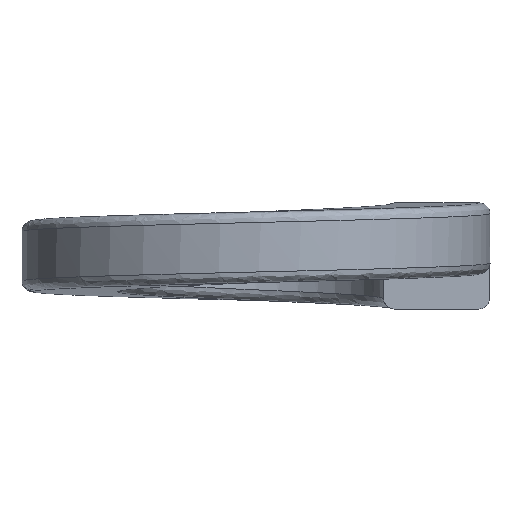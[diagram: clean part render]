
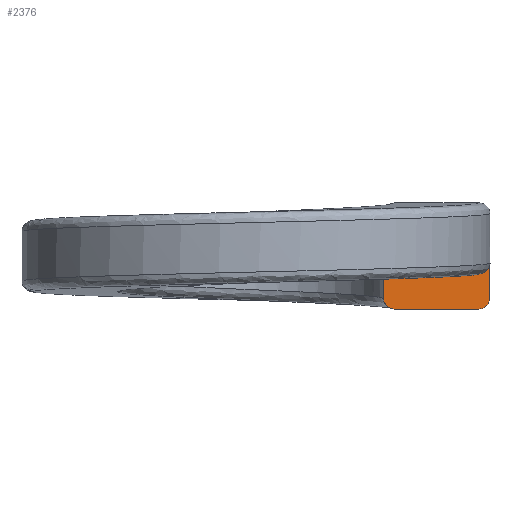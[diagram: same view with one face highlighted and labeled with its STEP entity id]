
A CAD part, left-side view. The second image highlights one B-rep face of the part: STEP entity #2376.
In plain terms, the highlighted planar face has unit normal (-0.998, -0.062, 0).
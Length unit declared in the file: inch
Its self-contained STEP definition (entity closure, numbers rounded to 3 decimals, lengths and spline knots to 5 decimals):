
#934=CARTESIAN_POINT('',(0.00292,-0.04691,
0.0169));
#935=CARTESIAN_POINT('',(0.00292,-0.04691,
0.01656));
#936=CARTESIAN_POINT('',(0.00293,-0.047,
0.01589));
#937=CARTESIAN_POINT('',(0.00295,-0.04739,
0.01493));
#938=CARTESIAN_POINT('',(0.00299,-0.04802,
0.01411));
#939=CARTESIAN_POINT('',(0.00304,-0.04884,
0.01348));
#940=CARTESIAN_POINT('',(0.0031,-0.0498,
0.01309));
#941=CARTESIAN_POINT('',(0.00314,-0.05046,0.013));
#942=CARTESIAN_POINT('',(0.00316,-0.0508,
0.013));
#944=DIRECTION('',(0.,0.,-1.));
#945=VECTOR('',#944,0.01819);
#946=CARTESIAN_POINT('',(0.00292,-0.04691,
0.0351));
#947=LINE('',#946,#945);
#948=CARTESIAN_POINT('',(0.00316,-0.0508,0.039));
#949=CARTESIAN_POINT('',(0.00314,-0.05046,0.039));
#950=CARTESIAN_POINT('',(0.0031,-0.0498,
0.03891));
#951=CARTESIAN_POINT('',(0.00304,-0.04884,
0.03852));
#952=CARTESIAN_POINT('',(0.00299,-0.04802,
0.03789));
#953=CARTESIAN_POINT('',(0.00295,-0.04739,
0.03707));
#954=CARTESIAN_POINT('',(0.00293,-0.047,
0.03611));
#955=CARTESIAN_POINT('',(0.00292,-0.04691,
0.03544));
#956=CARTESIAN_POINT('',(0.00292,-0.04691,
0.0351));
#958=DIRECTION('',(-0.062,0.998,0.));
#959=VECTOR('',#958,0.0312);
#960=CARTESIAN_POINT('',(0.0051,-0.08194,0.039));
#961=LINE('',#960,#959);
#962=CARTESIAN_POINT('',(0.00535,-0.08583,
0.0351));
#963=CARTESIAN_POINT('',(0.00535,-0.08583,
0.03544));
#964=CARTESIAN_POINT('',(0.00534,-0.08575,
0.0361));
#965=CARTESIAN_POINT('',(0.00532,-0.08536,
0.03707));
#966=CARTESIAN_POINT('',(0.00528,-0.08472,
0.03789));
#967=CARTESIAN_POINT('',(0.00523,-0.0839,
0.03852));
#968=CARTESIAN_POINT('',(0.00517,-0.08294,
0.03891));
#969=CARTESIAN_POINT('',(0.00513,-0.08228,0.039));
#970=CARTESIAN_POINT('',(0.0051,-0.08194,0.039));
#972=DIRECTION('',(0.,0.,1.));
#973=VECTOR('',#972,0.0182);
#974=CARTESIAN_POINT('',(0.00535,-0.08583,
0.0169));
#975=LINE('',#974,#973);
#976=CARTESIAN_POINT('',(0.0051,-0.08194,0.013));
#977=CARTESIAN_POINT('',(0.00513,-0.08228,
0.013));
#978=CARTESIAN_POINT('',(0.00517,-0.08294,
0.01309));
#979=CARTESIAN_POINT('',(0.00523,-0.0839,
0.01348));
#980=CARTESIAN_POINT('',(0.00528,-0.08473,
0.01411));
#981=CARTESIAN_POINT('',(0.00532,-0.08536,
0.01493));
#982=CARTESIAN_POINT('',(0.00534,-0.08575,
0.0159));
#983=CARTESIAN_POINT('',(0.00535,-0.08583,
0.01656));
#984=CARTESIAN_POINT('',(0.00535,-0.08583,
0.0169));
#986=DIRECTION('',(0.062,-0.998,0.));
#987=VECTOR('',#986,0.0312);
#988=CARTESIAN_POINT('',(0.00316,-0.0508,
0.013));
#989=LINE('',#988,#987);
#1009=VERTEX_POINT('',#934);
#1010=VERTEX_POINT('',#942);
#1015=VERTEX_POINT('',#948);
#1016=VERTEX_POINT('',#956);
#1021=VERTEX_POINT('',#976);
#1022=VERTEX_POINT('',#984);
#1027=VERTEX_POINT('',#962);
#1028=VERTEX_POINT('',#970);
#2358=CARTESIAN_POINT('',(0.00535,-0.08583,0.013));
#2359=DIRECTION('',(-0.998,-0.062,0.));
#2360=DIRECTION('',(-0.062,0.998,0.));
#2361=AXIS2_PLACEMENT_3D('',#2358,#2359,#2360);
#2362=PLANE('',#2361);
#2363=ORIENTED_EDGE('',*,*,#2350,.F.);
#2364=ORIENTED_EDGE('',*,*,#1275,.F.);
#2366=ORIENTED_EDGE('',*,*,#2365,.F.);
#2367=ORIENTED_EDGE('',*,*,#1591,.F.);
#2369=ORIENTED_EDGE('',*,*,#2368,.F.);
#2370=ORIENTED_EDGE('',*,*,#1829,.F.);
#2372=ORIENTED_EDGE('',*,*,#2371,.F.);
#2373=ORIENTED_EDGE('',*,*,#2136,.F.);
#2374=EDGE_LOOP('',(#2363,#2364,#2366,#2367,#2369,#2370,#2372,#2373));
#2375=FACE_OUTER_BOUND('',#2374,.F.);
#943=B_SPLINE_CURVE_WITH_KNOTS('',3,(#934,#935,#936,#937,#938,#939,#940,#941,
#942),.UNSPECIFIED.,.F.,.F.,(4,1,1,1,1,1,4),(0.,0.16667,
0.33333,0.5,0.66667,0.83333,1.),
.UNSPECIFIED.);
#957=B_SPLINE_CURVE_WITH_KNOTS('',3,(#948,#949,#950,#951,#952,#953,#954,#955,
#956),.UNSPECIFIED.,.F.,.F.,(4,1,1,1,1,1,4),(0.,0.16667,
0.33333,0.5,0.66667,0.83333,1.),
.UNSPECIFIED.);
#971=B_SPLINE_CURVE_WITH_KNOTS('',3,(#962,#963,#964,#965,#966,#967,#968,#969,
#970),.UNSPECIFIED.,.F.,.F.,(4,1,1,1,1,1,4),(0.,0.16667,
0.33333,0.5,0.66667,0.83333,1.),
.UNSPECIFIED.);
#985=B_SPLINE_CURVE_WITH_KNOTS('',3,(#976,#977,#978,#979,#980,#981,#982,#983,
#984),.UNSPECIFIED.,.F.,.F.,(4,1,1,1,1,1,4),(0.,0.16667,
0.33333,0.5,0.66667,0.83333,1.),
.UNSPECIFIED.);
#1275=EDGE_CURVE('',#1016,#1009,#947,.T.);
#1591=EDGE_CURVE('',#1028,#1015,#961,.T.);
#1829=EDGE_CURVE('',#1022,#1027,#975,.T.);
#2136=EDGE_CURVE('',#1010,#1021,#989,.T.);
#2350=EDGE_CURVE('',#1009,#1010,#943,.T.);
#2365=EDGE_CURVE('',#1015,#1016,#957,.T.);
#2368=EDGE_CURVE('',#1027,#1028,#971,.T.);
#2371=EDGE_CURVE('',#1021,#1022,#985,.T.);
#2376=ADVANCED_FACE('',(#2375),#2362,.T.);
